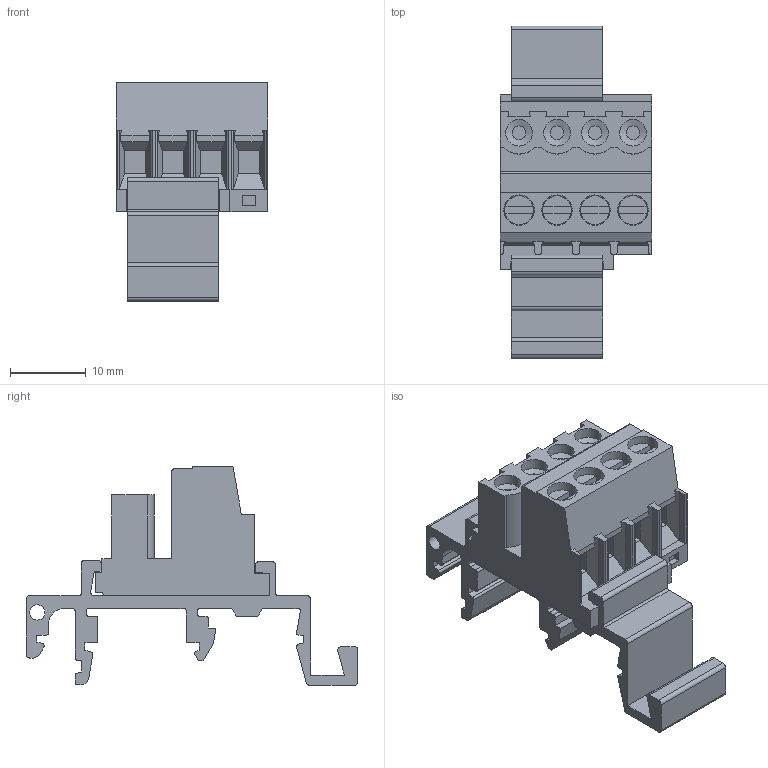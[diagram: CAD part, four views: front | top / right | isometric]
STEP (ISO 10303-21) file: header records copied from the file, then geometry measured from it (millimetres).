
FILE_DESCRIPTION(('STEP AP214'),'1');
FILE_NAME('SVR04-5-DR.stp','2021-02-15T14:24:32',(' '),(' '),'Spatial InterOp 3D',' ',' ');
FILE_SCHEMA(('AUTOMOTIVE_DESIGN { 1 0 10303 214 1 1 1 1 }'));
Length unit declared in the file: metre
Products named in the file (1): 1613399024
Bounding box: 20 x 43.7 x 28.8 mm (x, y, z)
Volume: 6551.8 mm3; surface area: 5555.4 mm2
Topology: 1 solids, 1 shells, 344 faces, 929 edges, 610 vertices
Faces by surface type: plane 258, cylinder 78, cone 8
Full cylindrical faces by diameter (mm): 1.8 x4, 2 x1, 2.6 x4, 3.5 x4, 3.8 x4, 4 x4
Entity records: 13217 total; most frequent: CARTESIAN_POINT 1831, ORIENTED_EDGE 1776, DIRECTION 1746, EDGE_CURVE 888, LINE 720, VECTOR 720, VERTEX_POINT 598, AXIS2_PLACEMENT_3D 513
